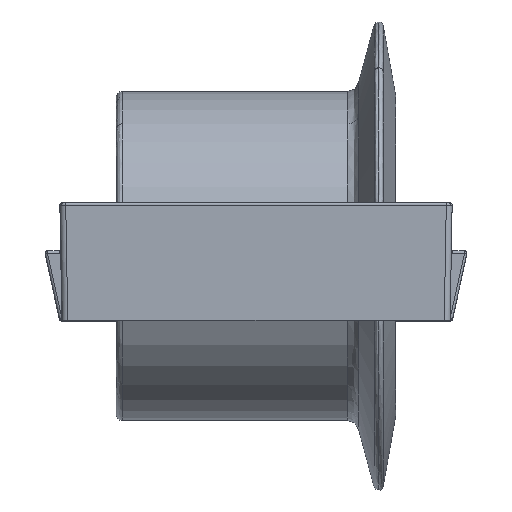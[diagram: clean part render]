
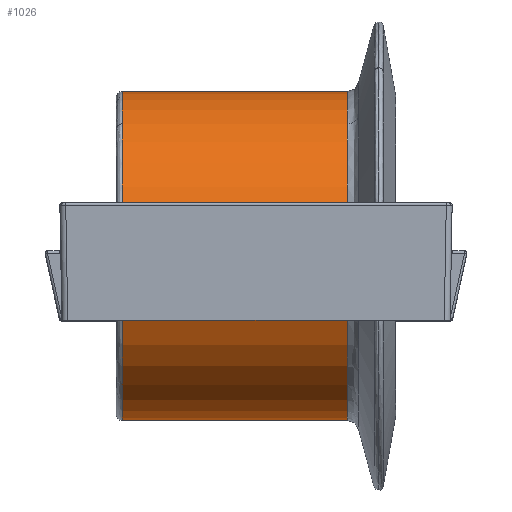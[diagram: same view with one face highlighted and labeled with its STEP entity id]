
A CAD part, top view. The second image highlights one B-rep face of the part: STEP entity #1026.
In plain terms, the highlighted cylindrical face has radius 14 mm (diameter 28 mm), a partial arc.
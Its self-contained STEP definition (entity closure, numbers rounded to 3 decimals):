
#82 = CARTESIAN_POINT ( 'NONE',  ( -11.4, 9.5, 0. ) ) ;
#299 = CYLINDRICAL_SURFACE ( 'NONE', #22494, 14. ) ;
#829 = ORIENTED_EDGE ( 'NONE', *, *, #26646, .T. ) ;
#1026 = ADVANCED_FACE ( 'NONE', ( #11111 ), #299, .T. ) ;
#2221 = DIRECTION ( 'NONE',  ( 1., 0., 0. ) ) ;
#2368 = CIRCLE ( 'NONE', #35175, 14. ) ;
#2736 = DIRECTION ( 'NONE',  ( 0., 1., 0. ) ) ;
#2864 = AXIS2_PLACEMENT_3D ( 'NONE', #14198, #33414, #3253 ) ;
#3253 = DIRECTION ( 'NONE',  ( 0., 1., 0. ) ) ;
#4955 = LINE ( 'NONE', #34535, #5396 ) ;
#5246 = DIRECTION ( 'NONE',  ( 0., 1., 0. ) ) ;
#5396 = VECTOR ( 'NONE', #15452, 1000. ) ;
#5433 = ORIENTED_EDGE ( 'NONE', *, *, #26961, .T. ) ;
#6072 = CARTESIAN_POINT ( 'NONE',  ( -11.9, -4.5, 0. ) ) ;
#7901 = CARTESIAN_POINT ( 'NONE',  ( -11.4, -4.5, 0. ) ) ;
#8851 = DIRECTION ( 'NONE',  ( 0., 1., 0. ) ) ;
#8980 = VERTEX_POINT ( 'NONE', #31779 ) ;
#10467 = AXIS2_PLACEMENT_3D ( 'NONE', #21999, #19191, #2736 ) ;
#10575 = EDGE_CURVE ( 'NONE', #20219, #12171, #2368, .T. ) ;
#10717 = CARTESIAN_POINT ( 'NONE',  ( 7.769, -18.5, 0. ) ) ;
#11111 = FACE_OUTER_BOUND ( 'NONE', #30703, .T. ) ;
#11771 = EDGE_CURVE ( 'NONE', #15420, #13765, #4955, .T. ) ;
#11866 = ORIENTED_EDGE ( 'NONE', *, *, #18134, .F. ) ;
#11894 = CIRCLE ( 'NONE', #32347, 14. ) ;
#12171 = VERTEX_POINT ( 'NONE', #18144 ) ;
#13159 = CARTESIAN_POINT ( 'NONE',  ( 7.769, -4.5, 0. ) ) ;
#13765 = VERTEX_POINT ( 'NONE', #10717 ) ;
#14043 = CARTESIAN_POINT ( 'NONE',  ( 7.769, 9.5, 0. ) ) ;
#14198 = CARTESIAN_POINT ( 'NONE',  ( -11.4, -4.5, 0. ) ) ;
#14230 = CARTESIAN_POINT ( 'NONE',  ( -11.4, -18.5, 0. ) ) ;
#15420 = VERTEX_POINT ( 'NONE', #14230 ) ;
#15452 = DIRECTION ( 'NONE',  ( 1., 0., 0. ) ) ;
#17116 = ORIENTED_EDGE ( 'NONE', *, *, #10575, .T. ) ;
#18049 = DIRECTION ( 'NONE',  ( -1., 0., 0. ) ) ;
#18134 = EDGE_CURVE ( 'NONE', #20219, #28478, #31141, .T. ) ;
#18144 = CARTESIAN_POINT ( 'NONE',  ( -11.4, 6.73, 8.36 ) ) ;
#18294 = DIRECTION ( 'NONE',  ( 0., 1., 0. ) ) ;
#18990 = ORIENTED_EDGE ( 'NONE', *, *, #11771, .T. ) ;
#19191 = DIRECTION ( 'NONE',  ( -1., 0., 0. ) ) ;
#20219 = VERTEX_POINT ( 'NONE', #82 ) ;
#21514 = DIRECTION ( 'NONE',  ( 1., 0., 0. ) ) ;
#21999 = CARTESIAN_POINT ( 'NONE',  ( 7.769, -4.5, 0. ) ) ;
#22494 = AXIS2_PLACEMENT_3D ( 'NONE', #6072, #27716, #8851 ) ;
#26646 = EDGE_CURVE ( 'NONE', #8980, #28478, #11894, .T. ) ;
#26803 = CARTESIAN_POINT ( 'NONE',  ( -11.9, 9.5, 0. ) ) ;
#26961 = EDGE_CURVE ( 'NONE', #12171, #15420, #33757, .T. ) ;
#27716 = DIRECTION ( 'NONE',  ( 1., 0., 0. ) ) ;
#28478 = VERTEX_POINT ( 'NONE', #14043 ) ;
#28569 = CIRCLE ( 'NONE', #10467, 14. ) ;
#30310 = VECTOR ( 'NONE', #21514, 1000. ) ;
#30703 = EDGE_LOOP ( 'NONE', ( #17116, #5433, #18990, #33541, #829, #11866 ) ) ;
#31141 = LINE ( 'NONE', #26803, #30310 ) ;
#31779 = CARTESIAN_POINT ( 'NONE',  ( 7.769, 6.73, 8.36 ) ) ;
#32347 = AXIS2_PLACEMENT_3D ( 'NONE', #13159, #18049, #18294 ) ;
#33401 = EDGE_CURVE ( 'NONE', #13765, #8980, #28569, .T. ) ;
#33414 = DIRECTION ( 'NONE',  ( 1., 0., 0. ) ) ;
#33541 = ORIENTED_EDGE ( 'NONE', *, *, #33401, .T. ) ;
#33757 = CIRCLE ( 'NONE', #2864, 14. ) ;
#34535 = CARTESIAN_POINT ( 'NONE',  ( -11.9, -18.5, 0. ) ) ;
#35175 = AXIS2_PLACEMENT_3D ( 'NONE', #7901, #2221, #5246 ) ;
